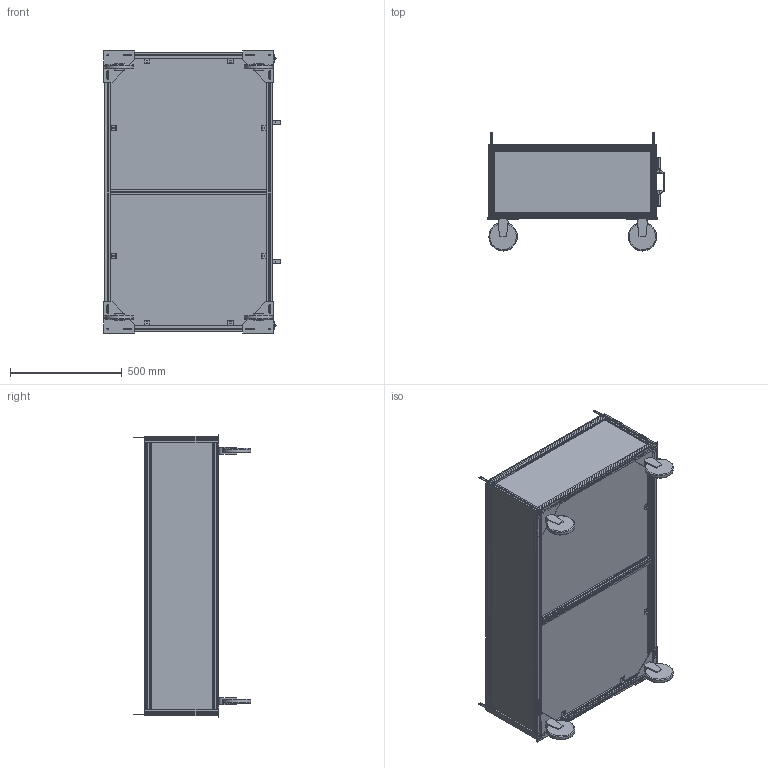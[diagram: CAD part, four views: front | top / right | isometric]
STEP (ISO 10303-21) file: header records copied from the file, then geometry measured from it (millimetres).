
FILE_DESCRIPTION(('FreeCAD Model'),'2;1');
FILE_NAME('base_assem.step','2019-01-29T13:27:24',('Author'),(''), 'Open CASCADE STEP processor 6.9','FreeCAD','Unknown');
FILE_SCHEMA(('AUTOMOTIVE_DESIGN { 1 0 10303 214 1 1 1 1 }'));
Products named in the file (1): muxedAssembly
Bounding box: 792.71 x 526.85 x 1263.5 mm (x, y, z)
Surface area: 9474676.7 mm2 (no closed solid volume)
Topology: 0 solids, 89 shells, 2474 faces, 7332 edges, 4824 vertices
Faces by surface type: plane 1916, cylinder 534, torus 24
Full cylindrical faces by diameter (mm): 5.08 x50, 6.35 x68, 6.502 x12, 6.528 x24, 6.858 x4, 14.3 x36
Entity records: 255064 total; most frequent: CARTESIAN_POINT 93915, DIRECTION 25994, LINE 16916, VECTOR 16916, ORIENTED_EDGE 14664, PCURVE 14664, DEFINITIONAL_REPRESENTATION 14664, EDGE_CURVE 7332
